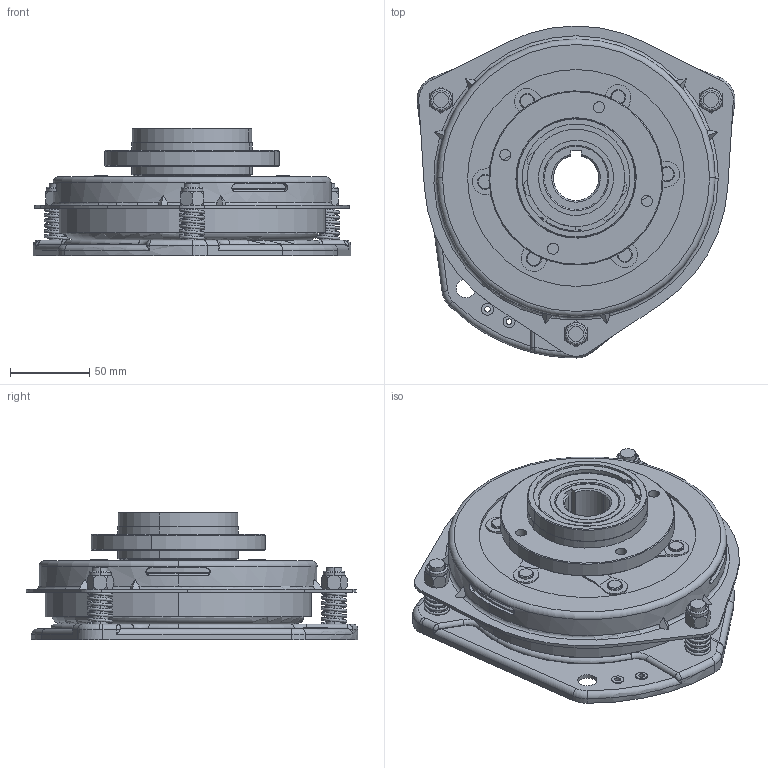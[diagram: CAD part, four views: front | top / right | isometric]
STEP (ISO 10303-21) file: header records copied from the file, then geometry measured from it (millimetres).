
FILE_DESCRIPTION (( 'STEP AP203' ), '1' );
FILE_NAME ('53469200_MGCL&BR.STEP', '2016-02-17T23:30:44', ( '' ), ( '' ), 'SwSTEP 2.0', 'SolidWorks 2014', '' );
FILE_SCHEMA (( 'CONFIG_CONTROL_DESIGN' ));
Length unit declared in the file: millimetre
Products named in the file (1): 53469200_MGCL&BR
Bounding box: 200.79 x 209.6 x 80.7 mm (x, y, z)
Volume: 1060092.2 mm3; surface area: 226111.9 mm2
Topology: 1 solids, 18 shells, 945 faces, 2376 edges, 1512 vertices
Faces by surface type: cylinder 426, plane 334, torus 109, cone 52, bspline 18, sphere 6
Entity records: 34467 total; most frequent: CARTESIAN_POINT 11068, DIRECTION 5228, ORIENTED_EDGE 4744, EDGE_CURVE 2372, AXIS2_PLACEMENT_3D 2146, VERTEX_POINT 1510, CIRCLE 1218, EDGE_LOOP 1098
